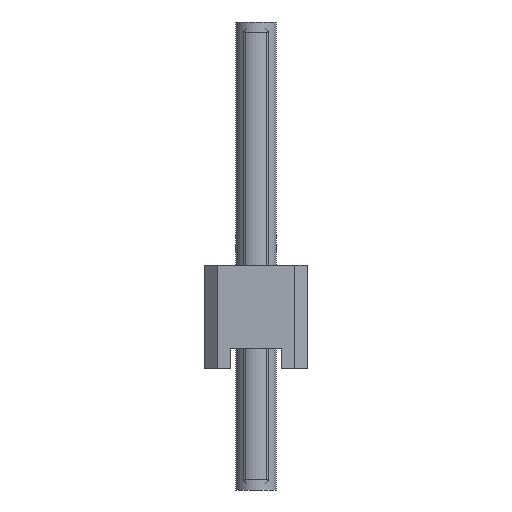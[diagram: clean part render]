
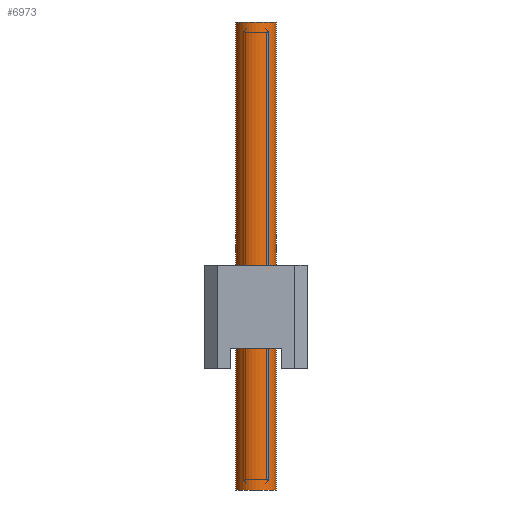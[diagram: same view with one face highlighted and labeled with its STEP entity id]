
A CAD part, left-side view. The second image highlights one B-rep face of the part: STEP entity #6973.
In plain terms, the highlighted cylindrical face has radius 0.5 mm (diameter 1 mm), a full revolution.
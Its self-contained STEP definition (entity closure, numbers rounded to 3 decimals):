
#3952=ORIENTED_EDGE('',*,*,#4944,.F.);
#3953=ORIENTED_EDGE('',*,*,#4945,.T.);
#4944=EDGE_CURVE('',#5606,#5606,#5784,.T.);
#4945=EDGE_CURVE('',#5607,#5607,#5785,.T.);
#5606=VERTEX_POINT('',#11453);
#5607=VERTEX_POINT('',#11455);
#5784=CIRCLE('',#7537,0.5);
#5785=CIRCLE('',#7538,0.5);
#6164=EDGE_LOOP('',(#3952));
#6165=EDGE_LOOP('',(#3953));
#6544=FACE_BOUND('',#6164,.T.);
#6545=FACE_BOUND('',#6165,.T.);
#6638=CYLINDRICAL_SURFACE('',#7536,0.5);
#6973=ADVANCED_FACE('',(#6544,#6545),#6638,.F.);
#7536=AXIS2_PLACEMENT_3D('',#11451,#9415,#9416);
#7537=AXIS2_PLACEMENT_3D('',#11452,#9417,#9418);
#7538=AXIS2_PLACEMENT_3D('',#11454,#9419,#9420);
#9415=DIRECTION('',(0.,0.,1.));
#9416=DIRECTION('',(1.,0.,0.));
#9417=DIRECTION('',(0.,0.,-1.));
#9418=DIRECTION('',(1.,0.,0.));
#9419=DIRECTION('',(0.,0.,-1.));
#9420=DIRECTION('',(1.,0.,0.));
#11451=CARTESIAN_POINT('',(0.,0.,0.));
#11452=CARTESIAN_POINT('',(0.,0.,11.54));
#11453=CARTESIAN_POINT('',(0.5,0.,11.54));
#11454=CARTESIAN_POINT('',(0.,0.,0.));
#11455=CARTESIAN_POINT('',(0.5,0.,0.));
